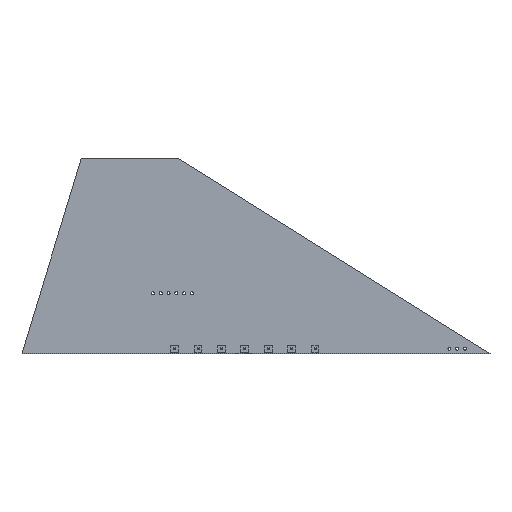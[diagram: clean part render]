
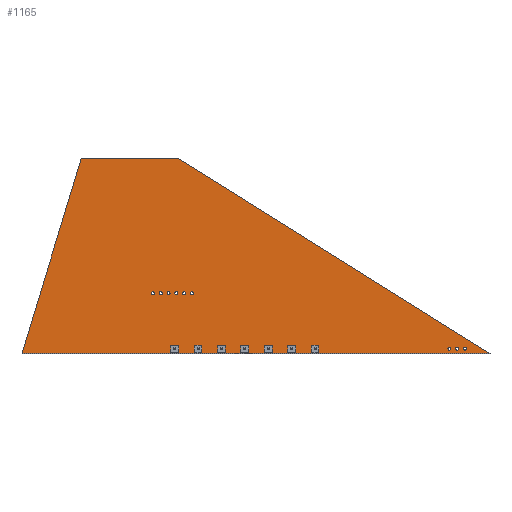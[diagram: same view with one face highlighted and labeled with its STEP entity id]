
A CAD part, top view. The second image highlights one B-rep face of the part: STEP entity #1165.
In plain terms, the highlighted planar face has unit normal (0, 0, 1).
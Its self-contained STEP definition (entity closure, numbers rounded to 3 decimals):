
#877 = VERTEX_POINT('',#878);
#878 = CARTESIAN_POINT('',(220.807,-122.108,1.51));
#884 = EDGE_CURVE('',#877,#885,#887,.T.);
#885 = VERTEX_POINT('',#886);
#886 = CARTESIAN_POINT('',(68.407,-122.108,1.51));
#887 = LINE('',#888,#889);
#888 = CARTESIAN_POINT('',(220.807,-122.108,1.51));
#889 = VECTOR('',#890,1.);
#890 = DIRECTION('',(-1.,0.,0.));
#917 = VERTEX_POINT('',#918);
#918 = CARTESIAN_POINT('',(119.457,-58.608,1.51));
#924 = EDGE_CURVE('',#917,#877,#925,.T.);
#925 = LINE('',#926,#927);
#926 = CARTESIAN_POINT('',(119.457,-58.608,1.51));
#927 = VECTOR('',#928,1.);
#928 = DIRECTION('',(0.847,-0.531,0.));
#946 = EDGE_CURVE('',#885,#947,#949,.T.);
#947 = VERTEX_POINT('',#948);
#948 = CARTESIAN_POINT('',(87.707,-58.608,1.51));
#949 = LINE('',#950,#951);
#950 = CARTESIAN_POINT('',(68.407,-122.108,1.51));
#951 = VECTOR('',#952,1.);
#952 = DIRECTION('',(0.291,0.957,0.));
#1165 = ADVANCED_FACE('',(#1166,#1177,#1188,#1199,#1210,#1221,#1232,
    #1243,#1254,#1265,#1276,#1287,#1298,#1309,#1320,#1331,#1342),#1353,
  .T.);
#1166 = FACE_BOUND('',#1167,.T.);
#1167 = EDGE_LOOP('',(#1168,#1169,#1170,#1176));
#1168 = ORIENTED_EDGE('',*,*,#884,.F.);
#1169 = ORIENTED_EDGE('',*,*,#924,.F.);
#1170 = ORIENTED_EDGE('',*,*,#1171,.F.);
#1171 = EDGE_CURVE('',#947,#917,#1172,.T.);
#1172 = LINE('',#1173,#1174);
#1173 = CARTESIAN_POINT('',(87.707,-58.608,1.51));
#1174 = VECTOR('',#1175,1.);
#1175 = DIRECTION('',(1.,0.,0.));
#1176 = ORIENTED_EDGE('',*,*,#946,.F.);
#1177 = FACE_BOUND('',#1178,.T.);
#1178 = EDGE_LOOP('',(#1179));
#1179 = ORIENTED_EDGE('',*,*,#1180,.T.);
#1180 = EDGE_CURVE('',#1181,#1181,#1183,.T.);
#1181 = VERTEX_POINT('',#1182);
#1182 = CARTESIAN_POINT('',(118.11,-121.15,1.51));
#1183 = CIRCLE('',#1184,0.5);
#1184 = AXIS2_PLACEMENT_3D('',#1185,#1186,#1187);
#1185 = CARTESIAN_POINT('',(118.11,-120.65,1.51));
#1186 = DIRECTION('',(-0.,0.,-1.));
#1187 = DIRECTION('',(-0.,-1.,0.));
#1188 = FACE_BOUND('',#1189,.T.);
#1189 = EDGE_LOOP('',(#1190));
#1190 = ORIENTED_EDGE('',*,*,#1191,.T.);
#1191 = EDGE_CURVE('',#1192,#1192,#1194,.T.);
#1192 = VERTEX_POINT('',#1193);
#1193 = CARTESIAN_POINT('',(125.73,-121.15,1.51));
#1194 = CIRCLE('',#1195,0.5);
#1195 = AXIS2_PLACEMENT_3D('',#1196,#1197,#1198);
#1196 = CARTESIAN_POINT('',(125.73,-120.65,1.51));
#1197 = DIRECTION('',(-0.,0.,-1.));
#1198 = DIRECTION('',(-0.,-1.,0.));
#1199 = FACE_BOUND('',#1200,.T.);
#1200 = EDGE_LOOP('',(#1201));
#1201 = ORIENTED_EDGE('',*,*,#1202,.T.);
#1202 = EDGE_CURVE('',#1203,#1203,#1205,.T.);
#1203 = VERTEX_POINT('',#1204);
#1204 = CARTESIAN_POINT('',(133.35,-121.15,1.51));
#1205 = CIRCLE('',#1206,0.5);
#1206 = AXIS2_PLACEMENT_3D('',#1207,#1208,#1209);
#1207 = CARTESIAN_POINT('',(133.35,-120.65,1.51));
#1208 = DIRECTION('',(-0.,0.,-1.));
#1209 = DIRECTION('',(-0.,-1.,0.));
#1210 = FACE_BOUND('',#1211,.T.);
#1211 = EDGE_LOOP('',(#1212));
#1212 = ORIENTED_EDGE('',*,*,#1213,.T.);
#1213 = EDGE_CURVE('',#1214,#1214,#1216,.T.);
#1214 = VERTEX_POINT('',#1215);
#1215 = CARTESIAN_POINT('',(140.97,-121.15,1.51));
#1216 = CIRCLE('',#1217,0.5);
#1217 = AXIS2_PLACEMENT_3D('',#1218,#1219,#1220);
#1218 = CARTESIAN_POINT('',(140.97,-120.65,1.51));
#1219 = DIRECTION('',(-0.,0.,-1.));
#1220 = DIRECTION('',(-0.,-1.,0.));
#1221 = FACE_BOUND('',#1222,.T.);
#1222 = EDGE_LOOP('',(#1223));
#1223 = ORIENTED_EDGE('',*,*,#1224,.T.);
#1224 = EDGE_CURVE('',#1225,#1225,#1227,.T.);
#1225 = VERTEX_POINT('',#1226);
#1226 = CARTESIAN_POINT('',(148.59,-121.15,1.51));
#1227 = CIRCLE('',#1228,0.5);
#1228 = AXIS2_PLACEMENT_3D('',#1229,#1230,#1231);
#1229 = CARTESIAN_POINT('',(148.59,-120.65,1.51));
#1230 = DIRECTION('',(-0.,0.,-1.));
#1231 = DIRECTION('',(-0.,-1.,0.));
#1232 = FACE_BOUND('',#1233,.T.);
#1233 = EDGE_LOOP('',(#1234));
#1234 = ORIENTED_EDGE('',*,*,#1235,.T.);
#1235 = EDGE_CURVE('',#1236,#1236,#1238,.T.);
#1236 = VERTEX_POINT('',#1237);
#1237 = CARTESIAN_POINT('',(156.21,-121.15,1.51));
#1238 = CIRCLE('',#1239,0.5);
#1239 = AXIS2_PLACEMENT_3D('',#1240,#1241,#1242);
#1240 = CARTESIAN_POINT('',(156.21,-120.65,1.51));
#1241 = DIRECTION('',(-0.,0.,-1.));
#1242 = DIRECTION('',(-0.,-1.,0.));
#1243 = FACE_BOUND('',#1244,.T.);
#1244 = EDGE_LOOP('',(#1245));
#1245 = ORIENTED_EDGE('',*,*,#1246,.T.);
#1246 = EDGE_CURVE('',#1247,#1247,#1249,.T.);
#1247 = VERTEX_POINT('',#1248);
#1248 = CARTESIAN_POINT('',(163.83,-121.15,1.51));
#1249 = CIRCLE('',#1250,0.5);
#1250 = AXIS2_PLACEMENT_3D('',#1251,#1252,#1253);
#1251 = CARTESIAN_POINT('',(163.83,-120.65,1.51));
#1252 = DIRECTION('',(-0.,0.,-1.));
#1253 = DIRECTION('',(-0.,-1.,0.));
#1254 = FACE_BOUND('',#1255,.T.);
#1255 = EDGE_LOOP('',(#1256));
#1256 = ORIENTED_EDGE('',*,*,#1257,.T.);
#1257 = EDGE_CURVE('',#1258,#1258,#1260,.T.);
#1258 = VERTEX_POINT('',#1259);
#1259 = CARTESIAN_POINT('',(207.6,-121.,1.51));
#1260 = CIRCLE('',#1261,0.5);
#1261 = AXIS2_PLACEMENT_3D('',#1262,#1263,#1264);
#1262 = CARTESIAN_POINT('',(207.6,-120.5,1.51));
#1263 = DIRECTION('',(-0.,0.,-1.));
#1264 = DIRECTION('',(-0.,-1.,0.));
#1265 = FACE_BOUND('',#1266,.T.);
#1266 = EDGE_LOOP('',(#1267));
#1267 = ORIENTED_EDGE('',*,*,#1268,.T.);
#1268 = EDGE_CURVE('',#1269,#1269,#1271,.T.);
#1269 = VERTEX_POINT('',#1270);
#1270 = CARTESIAN_POINT('',(210.14,-121.,1.51));
#1271 = CIRCLE('',#1272,0.5);
#1272 = AXIS2_PLACEMENT_3D('',#1273,#1274,#1275);
#1273 = CARTESIAN_POINT('',(210.14,-120.5,1.51));
#1274 = DIRECTION('',(-0.,0.,-1.));
#1275 = DIRECTION('',(-0.,-1.,0.));
#1276 = FACE_BOUND('',#1277,.T.);
#1277 = EDGE_LOOP('',(#1278));
#1278 = ORIENTED_EDGE('',*,*,#1279,.T.);
#1279 = EDGE_CURVE('',#1280,#1280,#1282,.T.);
#1280 = VERTEX_POINT('',#1281);
#1281 = CARTESIAN_POINT('',(212.68,-121.,1.51));
#1282 = CIRCLE('',#1283,0.5);
#1283 = AXIS2_PLACEMENT_3D('',#1284,#1285,#1286);
#1284 = CARTESIAN_POINT('',(212.68,-120.5,1.51));
#1285 = DIRECTION('',(-0.,0.,-1.));
#1286 = DIRECTION('',(-0.,-1.,0.));
#1287 = FACE_BOUND('',#1288,.T.);
#1288 = EDGE_LOOP('',(#1289));
#1289 = ORIENTED_EDGE('',*,*,#1290,.T.);
#1290 = EDGE_CURVE('',#1291,#1291,#1293,.T.);
#1291 = VERTEX_POINT('',#1292);
#1292 = CARTESIAN_POINT('',(111.05,-103.,1.51));
#1293 = CIRCLE('',#1294,0.5);
#1294 = AXIS2_PLACEMENT_3D('',#1295,#1296,#1297);
#1295 = CARTESIAN_POINT('',(111.05,-102.5,1.51));
#1296 = DIRECTION('',(-0.,0.,-1.));
#1297 = DIRECTION('',(-0.,-1.,0.));
#1298 = FACE_BOUND('',#1299,.T.);
#1299 = EDGE_LOOP('',(#1300));
#1300 = ORIENTED_EDGE('',*,*,#1301,.T.);
#1301 = EDGE_CURVE('',#1302,#1302,#1304,.T.);
#1302 = VERTEX_POINT('',#1303);
#1303 = CARTESIAN_POINT('',(113.59,-103.,1.51));
#1304 = CIRCLE('',#1305,0.5);
#1305 = AXIS2_PLACEMENT_3D('',#1306,#1307,#1308);
#1306 = CARTESIAN_POINT('',(113.59,-102.5,1.51));
#1307 = DIRECTION('',(-0.,0.,-1.));
#1308 = DIRECTION('',(-0.,-1.,0.));
#1309 = FACE_BOUND('',#1310,.T.);
#1310 = EDGE_LOOP('',(#1311));
#1311 = ORIENTED_EDGE('',*,*,#1312,.T.);
#1312 = EDGE_CURVE('',#1313,#1313,#1315,.T.);
#1313 = VERTEX_POINT('',#1314);
#1314 = CARTESIAN_POINT('',(116.13,-103.,1.51));
#1315 = CIRCLE('',#1316,0.5);
#1316 = AXIS2_PLACEMENT_3D('',#1317,#1318,#1319);
#1317 = CARTESIAN_POINT('',(116.13,-102.5,1.51));
#1318 = DIRECTION('',(-0.,0.,-1.));
#1319 = DIRECTION('',(-0.,-1.,0.));
#1320 = FACE_BOUND('',#1321,.T.);
#1321 = EDGE_LOOP('',(#1322));
#1322 = ORIENTED_EDGE('',*,*,#1323,.T.);
#1323 = EDGE_CURVE('',#1324,#1324,#1326,.T.);
#1324 = VERTEX_POINT('',#1325);
#1325 = CARTESIAN_POINT('',(118.67,-103.,1.51));
#1326 = CIRCLE('',#1327,0.5);
#1327 = AXIS2_PLACEMENT_3D('',#1328,#1329,#1330);
#1328 = CARTESIAN_POINT('',(118.67,-102.5,1.51));
#1329 = DIRECTION('',(-0.,0.,-1.));
#1330 = DIRECTION('',(-0.,-1.,0.));
#1331 = FACE_BOUND('',#1332,.T.);
#1332 = EDGE_LOOP('',(#1333));
#1333 = ORIENTED_EDGE('',*,*,#1334,.T.);
#1334 = EDGE_CURVE('',#1335,#1335,#1337,.T.);
#1335 = VERTEX_POINT('',#1336);
#1336 = CARTESIAN_POINT('',(121.21,-103.,1.51));
#1337 = CIRCLE('',#1338,0.5);
#1338 = AXIS2_PLACEMENT_3D('',#1339,#1340,#1341);
#1339 = CARTESIAN_POINT('',(121.21,-102.5,1.51));
#1340 = DIRECTION('',(-0.,0.,-1.));
#1341 = DIRECTION('',(-0.,-1.,0.));
#1342 = FACE_BOUND('',#1343,.T.);
#1343 = EDGE_LOOP('',(#1344));
#1344 = ORIENTED_EDGE('',*,*,#1345,.T.);
#1345 = EDGE_CURVE('',#1346,#1346,#1348,.T.);
#1346 = VERTEX_POINT('',#1347);
#1347 = CARTESIAN_POINT('',(123.75,-103.,1.51));
#1348 = CIRCLE('',#1349,0.5);
#1349 = AXIS2_PLACEMENT_3D('',#1350,#1351,#1352);
#1350 = CARTESIAN_POINT('',(123.75,-102.5,1.51));
#1351 = DIRECTION('',(-0.,0.,-1.));
#1352 = DIRECTION('',(-0.,-1.,0.));
#1353 = PLANE('',#1354);
#1354 = AXIS2_PLACEMENT_3D('',#1355,#1356,#1357);
#1355 = CARTESIAN_POINT('',(0.,0.,1.51));
#1356 = DIRECTION('',(0.,0.,1.));
#1357 = DIRECTION('',(1.,0.,-0.));
